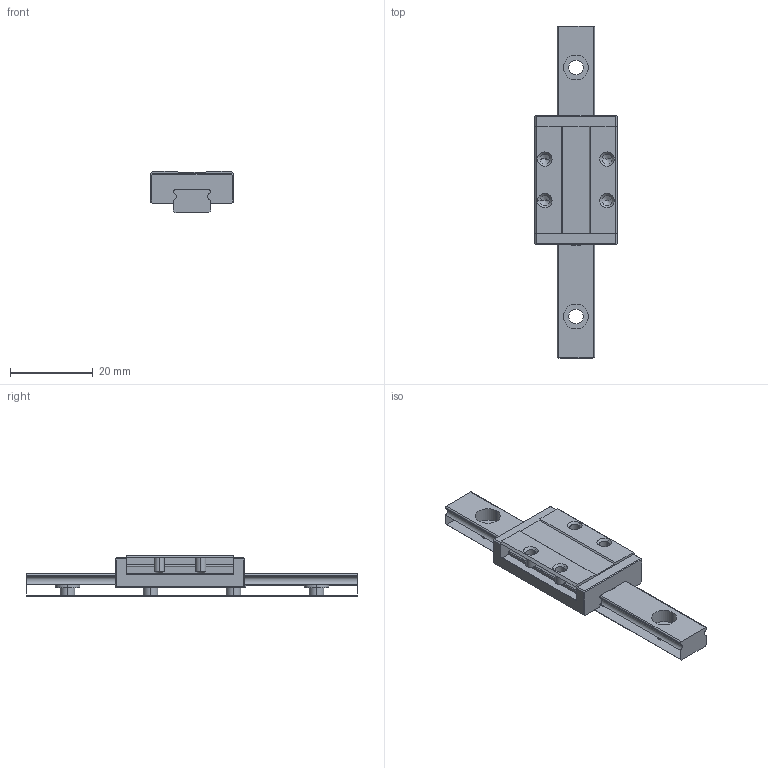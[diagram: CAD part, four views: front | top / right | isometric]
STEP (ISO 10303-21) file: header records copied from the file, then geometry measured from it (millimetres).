
FILE_DESCRIPTION((''),'1');
FILE_NAME(' ',' ',(''),(''),'ACIS Interop R16','Kubotek KeyCreator V6.5.2 (0407)',' ');
FILE_SCHEMA(('CONFIG_CONTROL_DESIGN'));
Length unit declared in the file: millimetre
Products named in the file (2): 1; 2
Bounding box: 20 x 80 x 10 mm (x, y, z)
Surface area: 4501.9 mm2 (no closed solid volume)
Topology: 0 solids, 118 shells, 118 faces, 610 edges, 602 vertices
Faces by surface type: plane 61, cylinder 41, cone 16
Entity records: 6098 total; most frequent: CARTESIAN_POINT 1324, DIRECTION 1048, ORIENTED_EDGE 602, EDGE_CURVE 602, VERTEX_POINT 602, LINE 396, VECTOR 396, AXIS2_PLACEMENT_3D 326
